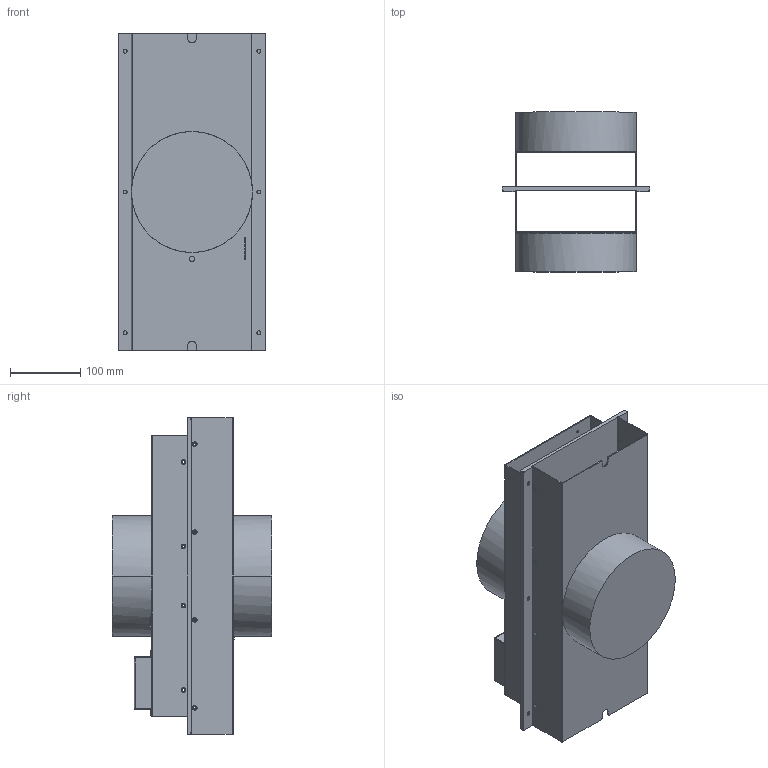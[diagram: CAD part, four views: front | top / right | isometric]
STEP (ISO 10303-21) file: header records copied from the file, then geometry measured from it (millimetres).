
FILE_DESCRIPTION((''),'2;1');
FILE_NAME('HET400PA_3D_OUTLINE_V1_20201019_ASM','2020-10-19T',('KCL'),(''),'CREO PARAMETRIC BY PTC INC, 2015290','CREO PARAMETRIC BY PTC INC, 2015290','');
FILE_SCHEMA(('CONFIG_CONTROL_DESIGN'));
Length unit declared in the file: millimetre
Products named in the file (2): MODULE_ALL_01; HET400PA_3D_OUTLINE_V1_20201019_ASM
Assembly tree (1 placements, depth 2):
  HET400PA_3D_OUTLINE_V1_20201019_ASM
    MODULE_ALL_01
Bounding box: 210 x 227.25 x 450 mm (x, y, z)
Volume: 3406083.4 mm3; surface area: 770314.2 mm2
Topology: 1 solids, 1 shells, 341 faces, 912 edges, 576 vertices
Faces by surface type: plane 153, cylinder 140, cone 40, bspline 8
Entity records: 11277 total; most frequent: CARTESIAN_POINT 2276, DIRECTION 1932, ORIENTED_EDGE 1824, EDGE_CURVE 912, AXIS2_PLACEMENT_3D 704, VERTEX_POINT 576, VECTOR 524, LINE 524
